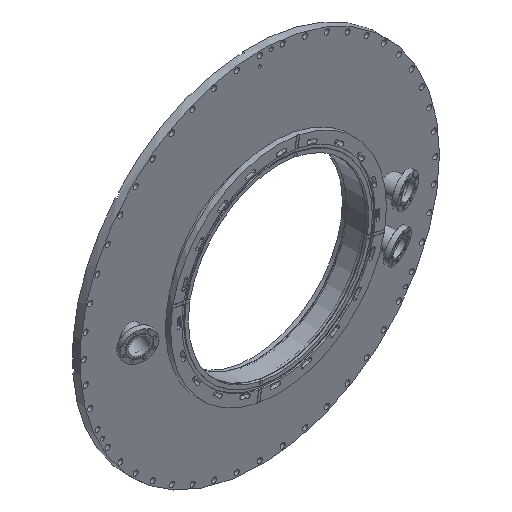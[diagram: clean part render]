
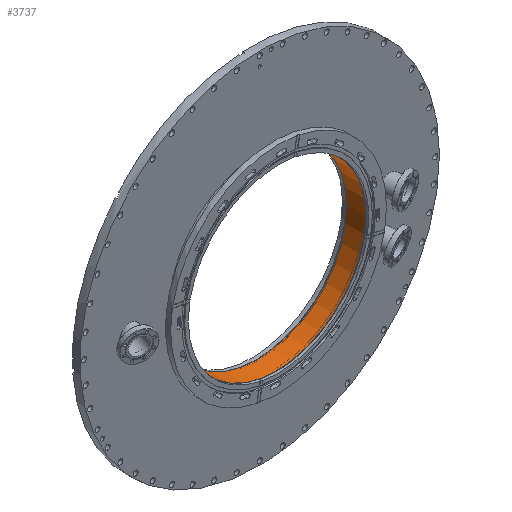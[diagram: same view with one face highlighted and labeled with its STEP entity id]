
A CAD part, isometric view. The second image highlights one B-rep face of the part: STEP entity #3737.
In plain terms, the highlighted cylindrical face has radius 325 mm (diameter 650 mm), a full revolution.
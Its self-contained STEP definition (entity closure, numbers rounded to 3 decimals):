
#3710=CARTESIAN_POINT('',(0.0,0.0,0.0));
#3711=DIRECTION('',(0.0,0.0,1.0));
#3712=DIRECTION('',(-1.0,0.0,0.0));
#3713=AXIS2_PLACEMENT_3D('',#3710,#3711,#3712);
#3714=CYLINDRICAL_SURFACE('',#3713,325.0);
#3715=CARTESIAN_POINT('',(325.0,0.,71.0));
#3716=VERTEX_POINT('',#3715);
#3717=CARTESIAN_POINT('',(0.0,0.0,71.0));
#3718=DIRECTION('',(0.0,0.0,-1.0));
#3719=DIRECTION('',(-1.0,0.0,0.0));
#3720=AXIS2_PLACEMENT_3D('',#3717,#3718,#3719);
#3721=CIRCLE('',#3720,325.0);
#3722=EDGE_CURVE('',#3716,#3716,#3721,.T.);
#3723=ORIENTED_EDGE('',*,*,#3722,.F.);
#3724=EDGE_LOOP('',(#3723));
#3725=FACE_OUTER_BOUND('',#3724,.T.);
#3726=CARTESIAN_POINT('',(325.0,0.,0.0));
#3727=VERTEX_POINT('',#3726);
#3728=CARTESIAN_POINT('',(0.0,0.0,0.0));
#3729=DIRECTION('',(0.0,0.0,1.0));
#3730=DIRECTION('',(-1.0,0.0,0.0));
#3731=AXIS2_PLACEMENT_3D('',#3728,#3729,#3730);
#3732=CIRCLE('',#3731,325.0);
#3733=EDGE_CURVE('',#3727,#3727,#3732,.T.);
#3734=ORIENTED_EDGE('',*,*,#3733,.F.);
#3735=EDGE_LOOP('',(#3734));
#3736=FACE_BOUND('',#3735,.T.);
#3737=ADVANCED_FACE('',(#3725,#3736),#3714,.F.);
